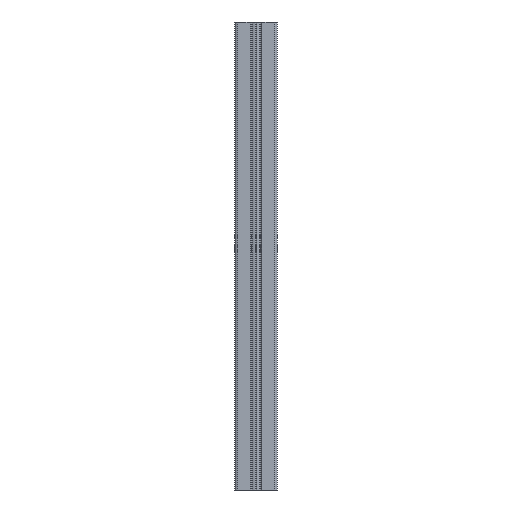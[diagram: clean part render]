
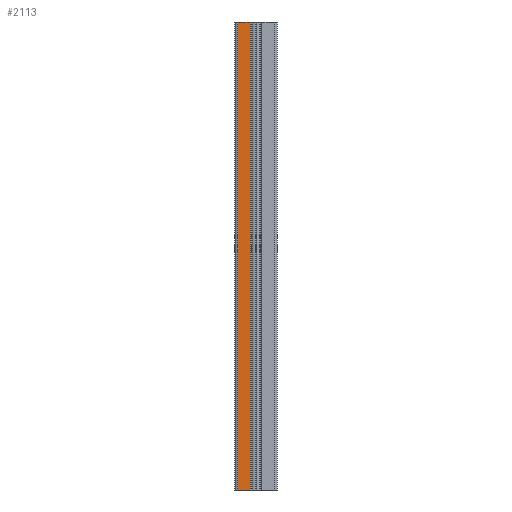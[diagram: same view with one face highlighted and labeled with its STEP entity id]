
A CAD part, left-side view. The second image highlights one B-rep face of the part: STEP entity #2113.
In plain terms, the highlighted planar face has unit normal (-1, 0, 0).
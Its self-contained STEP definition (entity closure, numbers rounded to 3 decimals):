
#785 = EDGE_CURVE ( 'NONE', #834, #852, #4824, .T. ) ;
#834 = VERTEX_POINT ( 'NONE', #4862 ) ;
#852 = VERTEX_POINT ( 'NONE', #4909 ) ;
#859 = VERTEX_POINT ( 'NONE', #4897 ) ;
#933 = VERTEX_POINT ( 'NONE', #5051 ) ;
#938 = EDGE_CURVE ( 'NONE', #859, #933, #5101, .T. ) ;
#2113 = ADVANCED_FACE ( 'NONE', ( #6847 ), #6850, .F. ) ;
#2114 = EDGE_CURVE ( 'NONE', #852, #933, #6838, .T. ) ;
#2125 = ORIENTED_EDGE ( 'NONE', *, *, #785, .F. ) ;
#2126 = ORIENTED_EDGE ( 'NONE', *, *, #938, .T. ) ;
#2133 = EDGE_CURVE ( 'NONE', #834, #859, #6924, .T. ) ;
#2150 = EDGE_LOOP ( 'NONE', ( #2126, #2158, #2125, #2160 ) ) ;
#2158 = ORIENTED_EDGE ( 'NONE', *, *, #2114, .F. ) ;
#2160 = ORIENTED_EDGE ( 'NONE', *, *, #2133, .T. ) ;
#4816 = DIRECTION ( 'NONE',  ( 0., -1., 0. ) ) ;
#4817 = VECTOR ( 'NONE', #4816, 1000. ) ;
#4818 = CARTESIAN_POINT ( 'NONE',  ( -1615.837, -1357.225, 500. ) ) ;
#4824 = LINE ( 'NONE', #4818, #4817 ) ;
#4862 = CARTESIAN_POINT ( 'NONE',  ( -1615.837, -1357.225, 500. ) ) ;
#4897 = CARTESIAN_POINT ( 'NONE',  ( -1615.837, -1357.225, 0. ) ) ;
#4909 = CARTESIAN_POINT ( 'NONE',  ( -1615.837, -1370.425, 500. ) ) ;
#5051 = CARTESIAN_POINT ( 'NONE',  ( -1615.837, -1370.425, 0. ) ) ;
#5084 = DIRECTION ( 'NONE',  ( 0., -1., 0. ) ) ;
#5085 = VECTOR ( 'NONE', #5084, 1000. ) ;
#5086 = CARTESIAN_POINT ( 'NONE',  ( -1615.837, -1357.225, 0. ) ) ;
#5101 = LINE ( 'NONE', #5086, #5085 ) ;
#6837 = DIRECTION ( 'NONE',  ( 1., 0., 0. ) ) ;
#6838 = LINE ( 'NONE', #6896, #6895 ) ;
#6842 = CARTESIAN_POINT ( 'NONE',  ( -1615.837, -1357.225, 500. ) ) ;
#6847 = FACE_OUTER_BOUND ( 'NONE', #2150, .T. ) ;
#6850 = PLANE ( 'NONE',  #6859 ) ;
#6859 = AXIS2_PLACEMENT_3D ( 'NONE', #6842, #6837, #6898 ) ;
#6894 = DIRECTION ( 'NONE',  ( 0., 0., -1. ) ) ;
#6895 = VECTOR ( 'NONE', #6894, 1000. ) ;
#6896 = CARTESIAN_POINT ( 'NONE',  ( -1615.837, -1370.425, 500. ) ) ;
#6898 = DIRECTION ( 'NONE',  ( 0., 0., -1. ) ) ;
#6921 = DIRECTION ( 'NONE',  ( 0., 0., -1. ) ) ;
#6922 = VECTOR ( 'NONE', #6921, 1000. ) ;
#6923 = CARTESIAN_POINT ( 'NONE',  ( -1615.837, -1357.225, 500. ) ) ;
#6924 = LINE ( 'NONE', #6923, #6922 ) ;
